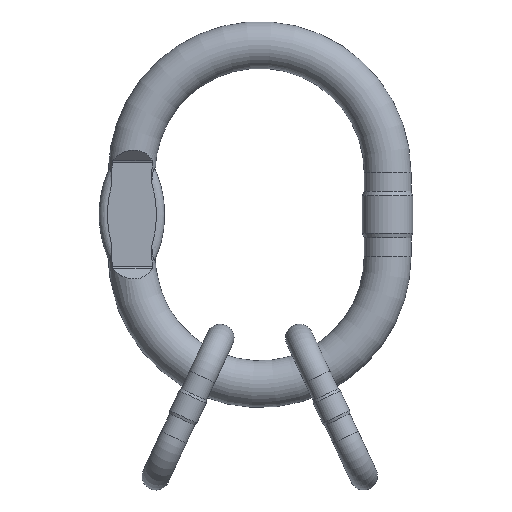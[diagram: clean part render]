
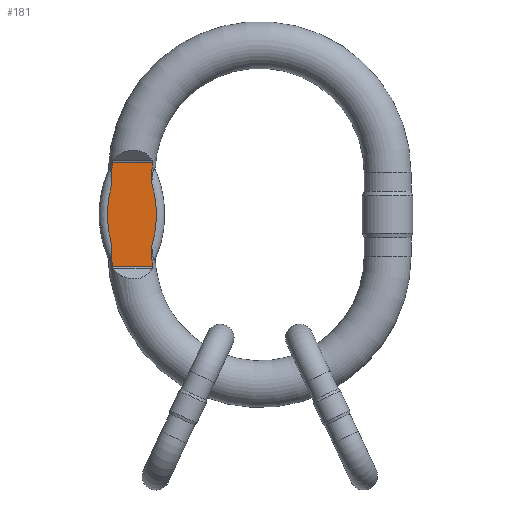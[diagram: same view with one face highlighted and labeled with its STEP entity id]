
A CAD part, top view. The second image highlights one B-rep face of the part: STEP entity #181.
In plain terms, the highlighted planar face has unit normal (0, 0, 1).
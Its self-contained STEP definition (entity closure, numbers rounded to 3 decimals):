
#59=PLANE('',#1928);
#181=ADVANCED_FACE('',(#331),#59,.T.);
#331=FACE_OUTER_BOUND('',#441,.T.);
#441=EDGE_LOOP('',(#972,#973,#974,#975,#976,#977,#978,#979,#980,#981,#982,
#983));
#514=LINE('',#2922,#562);
#515=LINE('',#2932,#563);
#517=LINE('',#2958,#565);
#518=LINE('',#2968,#566);
#524=LINE('',#3292,#572);
#525=LINE('',#3294,#573);
#562=VECTOR('',#2174,1.);
#563=VECTOR('',#2177,1.);
#565=VECTOR('',#2189,1.);
#566=VECTOR('',#2192,1.);
#572=VECTOR('',#2262,1.);
#573=VECTOR('',#2265,1.);
#637=CIRCLE('',#1901,129.047);
#638=CIRCLE('',#1902,176.953);
#641=CIRCLE('',#1908,176.953);
#642=CIRCLE('',#1909,129.047);
#652=CIRCLE('',#1926,122.704);
#653=CIRCLE('',#1927,122.704);
#972=ORIENTED_EDGE('',*,*,#1552,.F.);
#973=ORIENTED_EDGE('',*,*,#1586,.T.);
#974=ORIENTED_EDGE('',*,*,#1547,.F.);
#975=ORIENTED_EDGE('',*,*,#1529,.F.);
#976=ORIENTED_EDGE('',*,*,#1587,.T.);
#977=ORIENTED_EDGE('',*,*,#1527,.F.);
#978=ORIENTED_EDGE('',*,*,#1565,.F.);
#979=ORIENTED_EDGE('',*,*,#1588,.T.);
#980=ORIENTED_EDGE('',*,*,#1560,.F.);
#981=ORIENTED_EDGE('',*,*,#1520,.F.);
#982=ORIENTED_EDGE('',*,*,#1589,.T.);
#983=ORIENTED_EDGE('',*,*,#1518,.F.);
#1299=VERTEX_POINT('',#2919);
#1300=VERTEX_POINT('',#2921);
#1301=VERTEX_POINT('',#2930);
#1303=VERTEX_POINT('',#2933);
#1308=VERTEX_POINT('',#2955);
#1309=VERTEX_POINT('',#2957);
#1310=VERTEX_POINT('',#2966);
#1312=VERTEX_POINT('',#2969);
#1327=VERTEX_POINT('',#3075);
#1331=VERTEX_POINT('',#3115);
#1338=VERTEX_POINT('',#3151);
#1342=VERTEX_POINT('',#3191);
#1518=EDGE_CURVE('',#1300,#1299,#514,.T.);
#1520=EDGE_CURVE('',#1301,#1303,#515,.T.);
#1527=EDGE_CURVE('',#1309,#1308,#517,.T.);
#1529=EDGE_CURVE('',#1310,#1312,#518,.T.);
#1547=EDGE_CURVE('',#1312,#1327,#637,.T.);
#1552=EDGE_CURVE('',#1331,#1300,#638,.T.);
#1560=EDGE_CURVE('',#1303,#1338,#641,.T.);
#1565=EDGE_CURVE('',#1342,#1309,#642,.T.);
#1586=EDGE_CURVE('',#1331,#1327,#524,.T.);
#1587=EDGE_CURVE('',#1310,#1308,#652,.T.);
#1588=EDGE_CURVE('',#1342,#1338,#525,.T.);
#1589=EDGE_CURVE('',#1301,#1299,#653,.T.);
#1901=AXIS2_PLACEMENT_3D('',#3074,#2208,#2209);
#1902=AXIS2_PLACEMENT_3D('',#3116,#2210,#2211);
#1908=AXIS2_PLACEMENT_3D('',#3150,#2224,#2225);
#1909=AXIS2_PLACEMENT_3D('',#3192,#2226,#2227);
#1926=AXIS2_PLACEMENT_3D('',#3293,#2263,#2264);
#1927=AXIS2_PLACEMENT_3D('',#3295,#2266,#2267);
#1928=AXIS2_PLACEMENT_3D('',#3296,#2268,#2269);
#2174=DIRECTION('',(0.,1.,0.));
#2177=DIRECTION('',(0.,1.,0.));
#2189=DIRECTION('',(0.,-1.,0.));
#2192=DIRECTION('',(0.,-1.,0.));
#2208=DIRECTION('',(0.,0.,1.));
#2209=DIRECTION('',(-1.,0.,0.));
#2210=DIRECTION('',(0.,0.,-1.));
#2211=DIRECTION('',(1.,0.,0.));
#2224=DIRECTION('',(0.,0.,-1.));
#2225=DIRECTION('',(1.,0.,0.));
#2226=DIRECTION('',(0.,0.,1.));
#2227=DIRECTION('',(-1.,0.,0.));
#2262=DIRECTION('',(1.,0.,0.));
#2263=DIRECTION('',(0.,0.,1.));
#2264=DIRECTION('',(1.,0.,0.));
#2265=DIRECTION('',(-1.,0.,0.));
#2266=DIRECTION('',(0.,0.,1.));
#2267=DIRECTION('',(1.,0.,0.));
#2268=DIRECTION('',(0.,0.,1.));
#2269=DIRECTION('',(1.,0.,0.));
#2919=CARTESIAN_POINT('',(-176.953,-36.583,14.5));
#2921=CARTESIAN_POINT('',(-176.953,-50.,14.5));
#2922=CARTESIAN_POINT('',(-176.953,50.,14.5));
#2930=CARTESIAN_POINT('',(-176.953,36.583,14.5));
#2932=CARTESIAN_POINT('',(-176.953,50.,14.5));
#2933=CARTESIAN_POINT('',(-176.953,50.,14.5));
#2955=CARTESIAN_POINT('',(-129.047,36.583,14.5));
#2957=CARTESIAN_POINT('',(-129.047,50.,14.5));
#2958=CARTESIAN_POINT('',(-129.047,50.,14.5));
#2966=CARTESIAN_POINT('',(-129.047,-36.583,14.5));
#2968=CARTESIAN_POINT('',(-129.047,50.,14.5));
#2969=CARTESIAN_POINT('',(-129.047,-50.,14.5));
#3074=CARTESIAN_POINT('',(0.,-50.,14.5));
#3075=CARTESIAN_POINT('',(-128.46,-62.299,14.5));
#3115=CARTESIAN_POINT('',(-176.525,-62.299,14.5));
#3116=CARTESIAN_POINT('',(0.,-50.,14.5));
#3150=CARTESIAN_POINT('',(0.,50.,14.5));
#3151=CARTESIAN_POINT('',(-176.525,62.299,14.5));
#3191=CARTESIAN_POINT('',(-128.46,62.299,14.5));
#3192=CARTESIAN_POINT('',(0.,50.,14.5));
#3292=CARTESIAN_POINT('',(-181.,-62.299,14.5));
#3293=CARTESIAN_POINT('',(-246.17,0.,14.5));
#3294=CARTESIAN_POINT('',(-181.,62.299,14.5));
#3295=CARTESIAN_POINT('',(-59.83,0.,14.5));
#3296=CARTESIAN_POINT('',(-181.,-77.,14.5));
